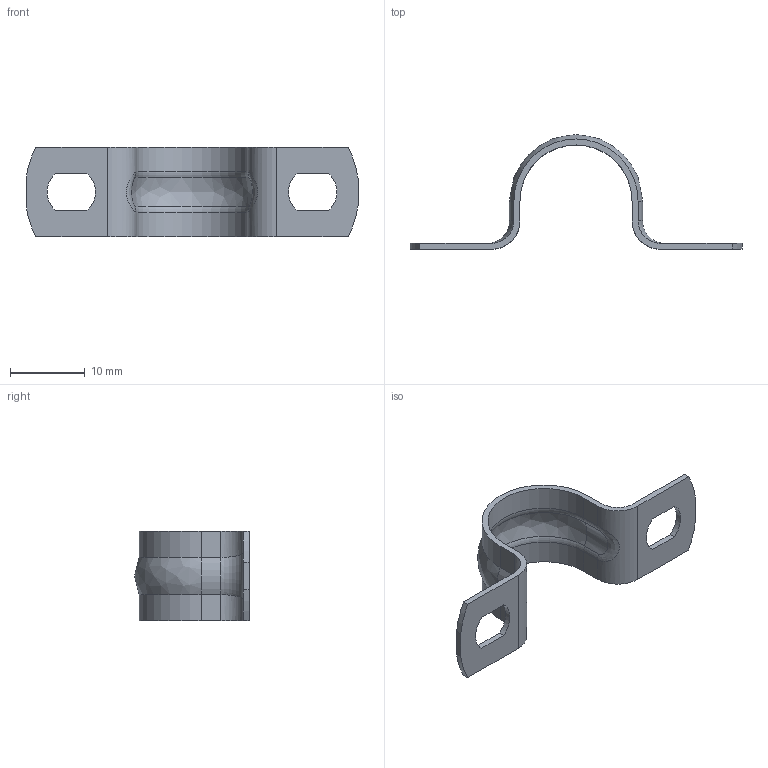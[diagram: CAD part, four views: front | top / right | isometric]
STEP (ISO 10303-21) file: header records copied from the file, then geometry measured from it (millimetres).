
FILE_DESCRIPTION(/* description */ (''),/* implementation_level */ '2;1');
FILE_NAME(/* name */ '',/* time_stamp */ '2025-06-09T16:00:36+07:00',/* author */ ('zeta-82'),/* organization */ (''),/* preprocessor_version */ 'ST-DEVELOPER v19.2',/* originating_system */ 'Autodesk Inventor 2024',/* authorisation */ '');
FILE_SCHEMA (('AUTOMOTIVE_DESIGN { 1 0 10303 214 3 1 1 }'));
Length unit declared in the file: millimetre
Products named in the file (1): СД 10-11
Bounding box: 44.4 x 15.35 x 12 mm (x, y, z)
Volume: 564.2 mm3; surface area: 1536.2 mm2
Topology: 1 solids, 1 shells, 54 faces, 136 edges, 84 vertices
Faces by surface type: cylinder 26, plane 20, bspline 4, torus 4
Entity records: 1849 total; most frequent: CARTESIAN_POINT 493, DIRECTION 280, ORIENTED_EDGE 272, EDGE_CURVE 136, AXIS2_PLACEMENT_3D 101, VERTEX_POINT 84, LINE 78, VECTOR 78
